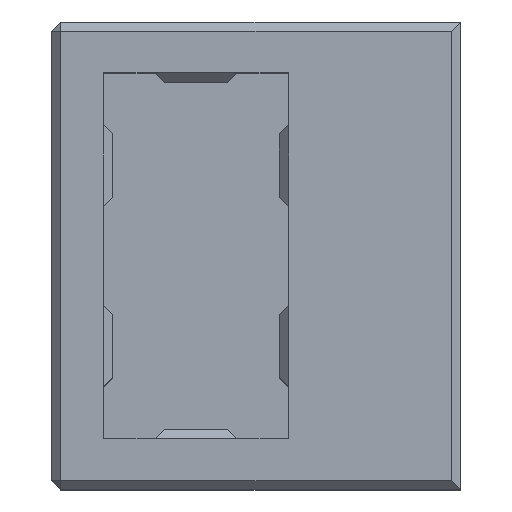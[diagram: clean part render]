
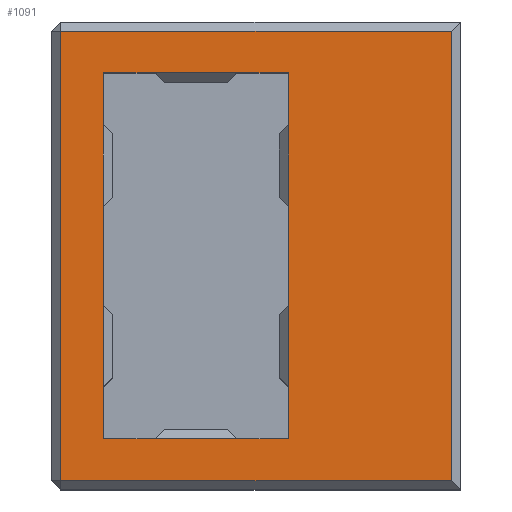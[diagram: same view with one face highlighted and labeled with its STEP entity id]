
A CAD part, top view. The second image highlights one B-rep face of the part: STEP entity #1091.
In plain terms, the highlighted planar face has unit normal (0, 0, 1).
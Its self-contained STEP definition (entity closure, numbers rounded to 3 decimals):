
#28=FACE_BOUND('',#144,.T.);
#75=FACE_OUTER_BOUND('',#143,.T.);
#143=EDGE_LOOP('',(#772,#773,#774,#775));
#144=EDGE_LOOP('',(#776,#777,#778,#779,#780,#781,#782,#783,#784,#785,#786,
#787,#788,#789,#790,#791));
#224=LINE('',#1580,#356);
#227=LINE('',#1586,#359);
#230=LINE('',#1592,#362);
#232=LINE('',#1595,#364);
#240=LINE('',#1618,#372);
#241=LINE('',#1620,#373);
#242=LINE('',#1622,#374);
#243=LINE('',#1624,#375);
#244=LINE('',#1626,#376);
#245=LINE('',#1628,#377);
#246=LINE('',#1630,#378);
#247=LINE('',#1632,#379);
#248=LINE('',#1634,#380);
#249=LINE('',#1636,#381);
#250=LINE('',#1638,#382);
#251=LINE('',#1640,#383);
#252=LINE('',#1642,#384);
#253=LINE('',#1644,#385);
#254=LINE('',#1646,#386);
#255=LINE('',#1647,#387);
#356=VECTOR('',#1271,10.);
#359=VECTOR('',#1276,10.);
#362=VECTOR('',#1281,10.);
#364=VECTOR('',#1285,10.);
#372=VECTOR('',#1309,10.);
#373=VECTOR('',#1310,10.);
#374=VECTOR('',#1311,10.);
#375=VECTOR('',#1312,10.);
#376=VECTOR('',#1313,10.);
#377=VECTOR('',#1314,10.);
#378=VECTOR('',#1315,10.);
#379=VECTOR('',#1316,10.);
#380=VECTOR('',#1317,10.);
#381=VECTOR('',#1318,10.);
#382=VECTOR('',#1319,10.);
#383=VECTOR('',#1320,10.);
#384=VECTOR('',#1321,10.);
#385=VECTOR('',#1322,10.);
#386=VECTOR('',#1323,10.);
#387=VECTOR('',#1324,10.);
#478=VERTEX_POINT('',#1558);
#481=VERTEX_POINT('',#1568);
#486=VERTEX_POINT('',#1585);
#488=VERTEX_POINT('',#1591);
#494=VERTEX_POINT('',#1616);
#495=VERTEX_POINT('',#1617);
#496=VERTEX_POINT('',#1619);
#497=VERTEX_POINT('',#1621);
#498=VERTEX_POINT('',#1623);
#499=VERTEX_POINT('',#1625);
#500=VERTEX_POINT('',#1627);
#501=VERTEX_POINT('',#1629);
#502=VERTEX_POINT('',#1631);
#503=VERTEX_POINT('',#1633);
#504=VERTEX_POINT('',#1635);
#505=VERTEX_POINT('',#1637);
#506=VERTEX_POINT('',#1639);
#507=VERTEX_POINT('',#1641);
#508=VERTEX_POINT('',#1643);
#509=VERTEX_POINT('',#1645);
#582=EDGE_CURVE('',#478,#481,#224,.T.);
#585=EDGE_CURVE('',#481,#486,#227,.T.);
#588=EDGE_CURVE('',#486,#488,#230,.T.);
#590=EDGE_CURVE('',#488,#478,#232,.T.);
#601=EDGE_CURVE('',#494,#495,#240,.T.);
#602=EDGE_CURVE('',#494,#496,#241,.T.);
#603=EDGE_CURVE('',#496,#497,#242,.T.);
#604=EDGE_CURVE('',#498,#497,#243,.T.);
#605=EDGE_CURVE('',#498,#499,#244,.T.);
#606=EDGE_CURVE('',#500,#499,#245,.T.);
#607=EDGE_CURVE('',#500,#501,#246,.T.);
#608=EDGE_CURVE('',#501,#502,#247,.T.);
#609=EDGE_CURVE('',#503,#502,#248,.T.);
#610=EDGE_CURVE('',#503,#504,#249,.T.);
#611=EDGE_CURVE('',#504,#505,#250,.T.);
#612=EDGE_CURVE('',#506,#505,#251,.T.);
#613=EDGE_CURVE('',#506,#507,#252,.T.);
#614=EDGE_CURVE('',#508,#507,#253,.T.);
#615=EDGE_CURVE('',#508,#509,#254,.T.);
#616=EDGE_CURVE('',#509,#495,#255,.T.);
#772=ORIENTED_EDGE('',*,*,#582,.F.);
#773=ORIENTED_EDGE('',*,*,#590,.F.);
#774=ORIENTED_EDGE('',*,*,#588,.F.);
#775=ORIENTED_EDGE('',*,*,#585,.F.);
#776=ORIENTED_EDGE('',*,*,#601,.F.);
#777=ORIENTED_EDGE('',*,*,#602,.T.);
#778=ORIENTED_EDGE('',*,*,#603,.T.);
#779=ORIENTED_EDGE('',*,*,#604,.F.);
#780=ORIENTED_EDGE('',*,*,#605,.T.);
#781=ORIENTED_EDGE('',*,*,#606,.F.);
#782=ORIENTED_EDGE('',*,*,#607,.T.);
#783=ORIENTED_EDGE('',*,*,#608,.T.);
#784=ORIENTED_EDGE('',*,*,#609,.F.);
#785=ORIENTED_EDGE('',*,*,#610,.T.);
#786=ORIENTED_EDGE('',*,*,#611,.T.);
#787=ORIENTED_EDGE('',*,*,#612,.F.);
#788=ORIENTED_EDGE('',*,*,#613,.T.);
#789=ORIENTED_EDGE('',*,*,#614,.F.);
#790=ORIENTED_EDGE('',*,*,#615,.T.);
#791=ORIENTED_EDGE('',*,*,#616,.T.);
#1036=PLANE('',#1173);
#1091=ADVANCED_FACE('',(#75,#28),#1036,.T.);
#1173=AXIS2_PLACEMENT_3D('',#1615,#1307,#1308);
#1271=DIRECTION('',(0.,1.,0.));
#1276=DIRECTION('',(1.,0.,0.));
#1281=DIRECTION('',(0.,-1.,0.));
#1285=DIRECTION('',(-1.,0.,0.));
#1307=DIRECTION('center_axis',(0.,0.,1.));
#1308=DIRECTION('ref_axis',(1.,0.,0.));
#1309=DIRECTION('',(-1.,0.,0.));
#1310=DIRECTION('',(1.,0.,0.));
#1311=DIRECTION('',(0.,-1.,0.));
#1312=DIRECTION('',(0.,1.,0.));
#1313=DIRECTION('',(0.,-1.,0.));
#1314=DIRECTION('',(0.,1.,0.));
#1315=DIRECTION('',(0.,-1.,0.));
#1316=DIRECTION('',(-1.,0.,0.));
#1317=DIRECTION('',(1.,0.,0.));
#1318=DIRECTION('',(-1.,0.,0.));
#1319=DIRECTION('',(0.,1.,0.));
#1320=DIRECTION('',(0.,-1.,0.));
#1321=DIRECTION('',(0.,1.,0.));
#1322=DIRECTION('',(0.,-1.,0.));
#1323=DIRECTION('',(0.,1.,0.));
#1324=DIRECTION('',(1.,0.,0.));
#1558=CARTESIAN_POINT('',(-15.,-24.9,22.9));
#1568=CARTESIAN_POINT('',(-15.,24.9,22.9));
#1580=CARTESIAN_POINT('',(-15.,12.95,22.9));
#1585=CARTESIAN_POINT('',(28.3,24.9,22.9));
#1586=CARTESIAN_POINT('',(8.,24.9,22.9));
#1591=CARTESIAN_POINT('',(28.3,-24.9,22.9));
#1592=CARTESIAN_POINT('',(28.3,-12.95,22.9));
#1595=CARTESIAN_POINT('',(-8.,-24.9,22.9));
#1615=CARTESIAN_POINT('Origin',(0.,0.,22.9));
#1616=CARTESIAN_POINT('',(4.5,20.25,22.9));
#1617=CARTESIAN_POINT('',(-4.5,20.25,22.9));
#1618=CARTESIAN_POINT('',(-1.75,20.25,22.9));
#1619=CARTESIAN_POINT('',(10.25,20.25,22.9));
#1620=CARTESIAN_POINT('',(-10.25,20.25,22.9));
#1621=CARTESIAN_POINT('',(10.25,14.5,22.9));
#1622=CARTESIAN_POINT('',(10.25,20.25,22.9));
#1623=CARTESIAN_POINT('',(10.25,5.5,22.9));
#1624=CARTESIAN_POINT('',(10.25,6.75,22.9));
#1625=CARTESIAN_POINT('',(10.25,-5.5,22.9));
#1626=CARTESIAN_POINT('',(10.25,20.25,22.9));
#1627=CARTESIAN_POINT('',(10.25,-14.5,22.9));
#1628=CARTESIAN_POINT('',(10.25,-3.25,22.9));
#1629=CARTESIAN_POINT('',(10.25,-20.25,22.9));
#1630=CARTESIAN_POINT('',(10.25,20.25,22.9));
#1631=CARTESIAN_POINT('',(4.5,-20.25,22.9));
#1632=CARTESIAN_POINT('',(10.25,-20.25,22.9));
#1633=CARTESIAN_POINT('',(-4.5,-20.25,22.9));
#1634=CARTESIAN_POINT('',(1.75,-20.25,22.9));
#1635=CARTESIAN_POINT('',(-10.25,-20.25,22.9));
#1636=CARTESIAN_POINT('',(10.25,-20.25,22.9));
#1637=CARTESIAN_POINT('',(-10.25,-14.5,22.9));
#1638=CARTESIAN_POINT('',(-10.25,-20.25,22.9));
#1639=CARTESIAN_POINT('',(-10.25,-5.5,22.9));
#1640=CARTESIAN_POINT('',(-10.25,-6.75,22.9));
#1641=CARTESIAN_POINT('',(-10.25,5.5,22.9));
#1642=CARTESIAN_POINT('',(-10.25,-20.25,22.9));
#1643=CARTESIAN_POINT('',(-10.25,14.5,22.9));
#1644=CARTESIAN_POINT('',(-10.25,3.25,22.9));
#1645=CARTESIAN_POINT('',(-10.25,20.25,22.9));
#1646=CARTESIAN_POINT('',(-10.25,-20.25,22.9));
#1647=CARTESIAN_POINT('',(-10.25,20.25,22.9));
